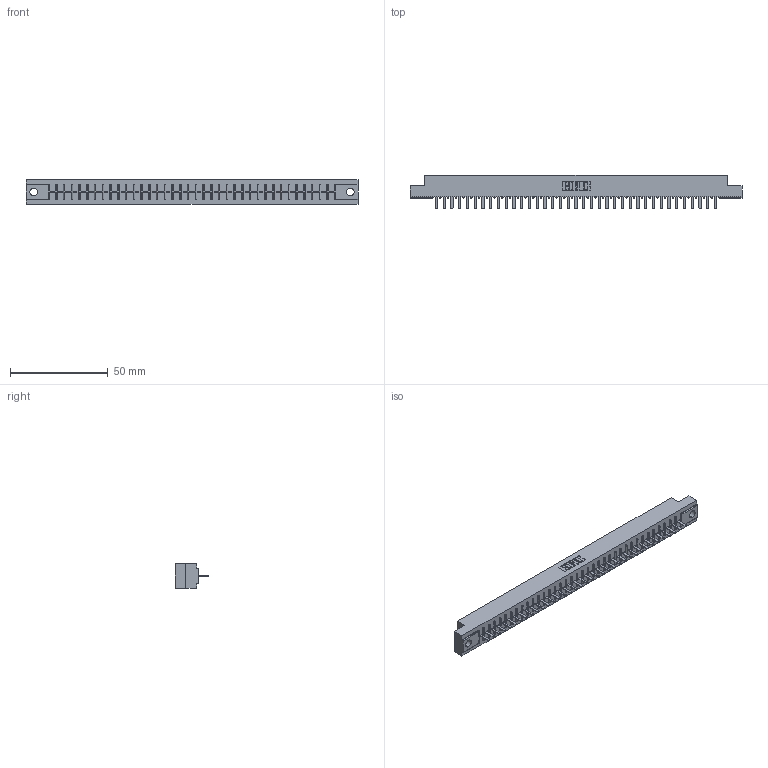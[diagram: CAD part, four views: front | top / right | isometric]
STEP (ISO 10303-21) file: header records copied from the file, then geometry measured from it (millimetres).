
FILE_DESCRIPTION (( 'STEP AP203' ), '1' );
FILE_NAME ('316-037-420-104.STEP', '2020-09-23T05:26:38', ( '' ), ( '' ), 'SwSTEP 2.0', 'SolidWorks 2020', '' );
FILE_SCHEMA (( 'CONFIG_CONTROL_DESIGN' ));
Length unit declared in the file: inch
Products named in the file (3): 316-037-420-104; 306 Part_.156 Dia; 306-290-001_120
Assembly tree (38 placements, depth 2):
  316-037-420-104
    306 Part_.156 Dia
    306-290-001_120  x37
Bounding box: 169.62 x 17.12 x 12.7 mm (x, y, z)
Volume: 18618.9 mm3; surface area: 18876.9 mm2
Topology: 38 solids, 38 shells, 2720 faces, 7641 edges, 4894 vertices
Faces by surface type: plane 1821, cylinder 751, sphere 148
Entity records: 35526 total; most frequent: CARTESIAN_POINT 5968, ORIENTED_EDGE 5914, DIRECTION 5877, EDGE_CURVE 2957, LINE 2319, VECTOR 2319, VERTEX_POINT 1870, AXIS2_PLACEMENT_3D 1779
